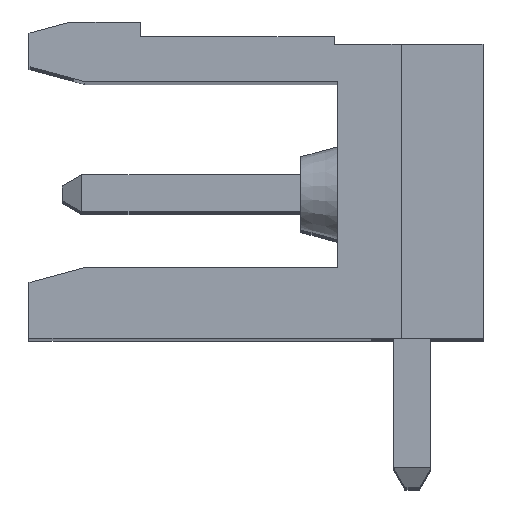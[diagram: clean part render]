
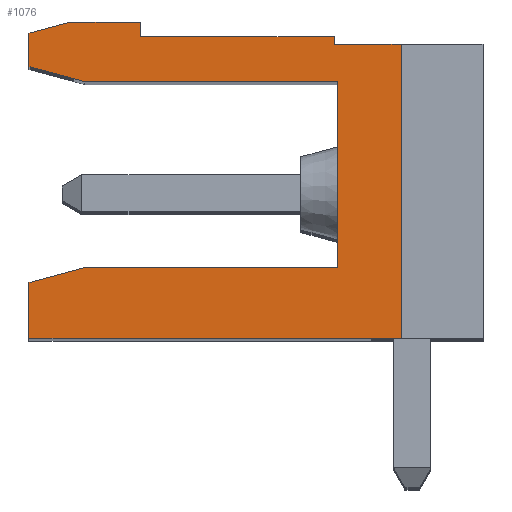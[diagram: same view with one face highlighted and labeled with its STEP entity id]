
A CAD part, top view. The second image highlights one B-rep face of the part: STEP entity #1076.
In plain terms, the highlighted planar face has unit normal (0, 0, 1).
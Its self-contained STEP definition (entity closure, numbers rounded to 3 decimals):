
#1076 = ADVANCED_FACE( '', ( #2377 ), #2378, .T. );
#2377 = FACE_OUTER_BOUND( '', #3911, .T. );
#2378 = PLANE( '', #3912 );
#3911 = EDGE_LOOP( '', ( #7133, #7134, #7135, #7136, #7137, #7138, #7139, #7140, #7141, #7142, #7143, #7144, #7145, #7146, #7147 ) );
#3912 = AXIS2_PLACEMENT_3D( '', #7148, #7149, #7150 );
#7133 = ORIENTED_EDGE( '', *, *, #10428, .F. );
#7134 = ORIENTED_EDGE( '', *, *, #10406, .F. );
#7135 = ORIENTED_EDGE( '', *, *, #10429, .F. );
#7136 = ORIENTED_EDGE( '', *, *, #9649, .F. );
#7137 = ORIENTED_EDGE( '', *, *, #10379, .F. );
#7138 = ORIENTED_EDGE( '', *, *, #10024, .T. );
#7139 = ORIENTED_EDGE( '', *, *, #10430, .F. );
#7140 = ORIENTED_EDGE( '', *, *, #9255, .F. );
#7141 = ORIENTED_EDGE( '', *, *, #9881, .F. );
#7142 = ORIENTED_EDGE( '', *, *, #9271, .F. );
#7143 = ORIENTED_EDGE( '', *, *, #10253, .F. );
#7144 = ORIENTED_EDGE( '', *, *, #10431, .T. );
#7145 = ORIENTED_EDGE( '', *, *, #9646, .T. );
#7146 = ORIENTED_EDGE( '', *, *, #9836, .T. );
#7147 = ORIENTED_EDGE( '', *, *, #10432, .T. );
#7148 = CARTESIAN_POINT( '', ( 194.225, 203.51, 76.2 ) );
#7149 = DIRECTION( '', ( 0., 0., 1. ) );
#7150 = DIRECTION( '', ( 1., 0., 0. ) );
#9255 = EDGE_CURVE( '', #11138, #11141, #11142, .T. );
#9271 = EDGE_CURVE( '', #11167, #11169, #11170, .T. );
#9646 = EDGE_CURVE( '', #11743, #11805, #11807, .T. );
#9649 = EDGE_CURVE( '', #11810, #11812, #11813, .T. );
#9836 = EDGE_CURVE( '', #11805, #12111, #12112, .T. );
#9881 = EDGE_CURVE( '', #11169, #11138, #12173, .T. );
#10024 = EDGE_CURVE( '', #12399, #12397, #12400, .T. );
#10253 = EDGE_CURVE( '', #12716, #11167, #12718, .T. );
#10379 = EDGE_CURVE( '', #12399, #11810, #12886, .T. );
#10406 = EDGE_CURVE( '', #12919, #12921, #12922, .T. );
#10428 = EDGE_CURVE( '', #12921, #12949, #12950, .T. );
#10429 = EDGE_CURVE( '', #11812, #12919, #12951, .T. );
#10430 = EDGE_CURVE( '', #11141, #12397, #12952, .T. );
#10431 = EDGE_CURVE( '', #12716, #11743, #12953, .T. );
#10432 = EDGE_CURVE( '', #12111, #12949, #12954, .T. );
#11138 = VERTEX_POINT( '', #13843 );
#11141 = VERTEX_POINT( '', #13847 );
#11142 = LINE( '', #13848, #13849 );
#11167 = VERTEX_POINT( '', #13884 );
#11169 = VERTEX_POINT( '', #13887 );
#11170 = LINE( '', #13888, #13889 );
#11743 = VERTEX_POINT( '', #14735 );
#11805 = VERTEX_POINT( '', #14830 );
#11807 = LINE( '', #14833, #14834 );
#11810 = VERTEX_POINT( '', #14837 );
#11812 = VERTEX_POINT( '', #14840 );
#11813 = LINE( '', #14841, #14842 );
#12111 = VERTEX_POINT( '', #15284 );
#12112 = LINE( '', #15285, #15286 );
#12173 = LINE( '', #15378, #15379 );
#12397 = VERTEX_POINT( '', #15720 );
#12399 = VERTEX_POINT( '', #15723 );
#12400 = LINE( '', #15724, #15725 );
#12716 = VERTEX_POINT( '', #16205 );
#12718 = LINE( '', #16208, #16209 );
#12886 = LINE( '', #16454, #16455 );
#12919 = VERTEX_POINT( '', #16507 );
#12921 = VERTEX_POINT( '', #16510 );
#12922 = LINE( '', #16511, #16512 );
#12949 = VERTEX_POINT( '', #16553 );
#12950 = LINE( '', #16554, #16555 );
#12951 = LINE( '', #16556, #16557 );
#12952 = LINE( '', #16558, #16559 );
#12953 = LINE( '', #16560, #16561 );
#12954 = LINE( '', #16562, #16563 );
#13843 = CARTESIAN_POINT( '', ( 204.225, 204.11, 76.2 ) );
#13847 = CARTESIAN_POINT( '', ( 204.225, 196.21, 76.2 ) );
#13848 = CARTESIAN_POINT( '', ( 204.225, 204.11, 76.2 ) );
#13849 = VECTOR( '', #17445, 1000. );
#13884 = CARTESIAN_POINT( '', ( 202.425, 204.31, 76.2 ) );
#13887 = CARTESIAN_POINT( '', ( 202.425, 204.11, 76.2 ) );
#13888 = CARTESIAN_POINT( '', ( 202.425, 204.11, 76.2 ) );
#13889 = VECTOR( '', #17460, 1000. );
#14735 = CARTESIAN_POINT( '', ( 197.225, 204.71, 76.2 ) );
#14830 = CARTESIAN_POINT( '', ( 195.345, 204.71, 76.2 ) );
#14833 = CARTESIAN_POINT( '', ( 195.718, 204.71, 76.2 ) );
#14834 = VECTOR( '', #17795, 1000. );
#14837 = CARTESIAN_POINT( '', ( 195.725, 198.11, 76.2 ) );
#14840 = CARTESIAN_POINT( '', ( 202.525, 198.11, 76.2 ) );
#14841 = CARTESIAN_POINT( '', ( 195.725, 198.11, 76.2 ) );
#14842 = VECTOR( '', #17797, 1000. );
#15284 = CARTESIAN_POINT( '', ( 194.225, 204.41, 76.2 ) );
#15285 = CARTESIAN_POINT( '', ( 194.225, 204.41, 76.2 ) );
#15286 = VECTOR( '', #17951, 1000. );
#15378 = CARTESIAN_POINT( '', ( 206.425, 204.11, 76.2 ) );
#15379 = VECTOR( '', #17986, 1000. );
#15720 = CARTESIAN_POINT( '', ( 194.225, 196.21, 76.2 ) );
#15723 = CARTESIAN_POINT( '', ( 194.225, 197.708, 76.2 ) );
#15724 = CARTESIAN_POINT( '', ( 194.225, 204.31, 76.2 ) );
#15725 = VECTOR( '', #18117, 1000. );
#16205 = CARTESIAN_POINT( '', ( 197.225, 204.31, 76.2 ) );
#16208 = CARTESIAN_POINT( '', ( 202.425, 204.31, 76.2 ) );
#16209 = VECTOR( '', #18304, 1000. );
#16454 = CARTESIAN_POINT( '', ( 194.225, 197.708, 76.2 ) );
#16455 = VECTOR( '', #18409, 1000. );
#16507 = CARTESIAN_POINT( '', ( 202.525, 203.11, 76.2 ) );
#16510 = CARTESIAN_POINT( '', ( 195.718, 203.11, 76.2 ) );
#16511 = CARTESIAN_POINT( '', ( 202.525, 203.11, 76.2 ) );
#16512 = VECTOR( '', #18430, 1000. );
#16553 = CARTESIAN_POINT( '', ( 194.225, 203.51, 76.2 ) );
#16554 = CARTESIAN_POINT( '', ( 195.718, 203.11, 76.2 ) );
#16555 = VECTOR( '', #18448, 1000. );
#16556 = CARTESIAN_POINT( '', ( 202.525, 198.11, 76.2 ) );
#16557 = VECTOR( '', #18449, 1000. );
#16558 = CARTESIAN_POINT( '', ( 194.225, 196.21, 76.2 ) );
#16559 = VECTOR( '', #18450, 1000. );
#16560 = CARTESIAN_POINT( '', ( 197.225, 204.81, 76.2 ) );
#16561 = VECTOR( '', #18451, 1000. );
#16562 = CARTESIAN_POINT( '', ( 194.225, 204.31, 76.2 ) );
#16563 = VECTOR( '', #18452, 1000. );
#17445 = DIRECTION( '', ( 0., -1., 0. ) );
#17460 = DIRECTION( '', ( 0., -1., 0. ) );
#17795 = DIRECTION( '', ( -1., 0., 0. ) );
#17797 = DIRECTION( '', ( 1., 0., 0. ) );
#17951 = DIRECTION( '', ( -0.966, -0.259, 0. ) );
#17986 = DIRECTION( '', ( 1., 0., 0. ) );
#18117 = DIRECTION( '', ( 0., -1., 0. ) );
#18304 = DIRECTION( '', ( 1., 0., 0. ) );
#18409 = DIRECTION( '', ( 0.966, 0.259, 0. ) );
#18430 = DIRECTION( '', ( -1., 0., 0. ) );
#18448 = DIRECTION( '', ( -0.966, 0.259, 0. ) );
#18449 = DIRECTION( '', ( 0., 1., 0. ) );
#18450 = DIRECTION( '', ( -1., 0., 0. ) );
#18451 = DIRECTION( '', ( 0., 1., 0. ) );
#18452 = DIRECTION( '', ( 0., -1., 0. ) );
